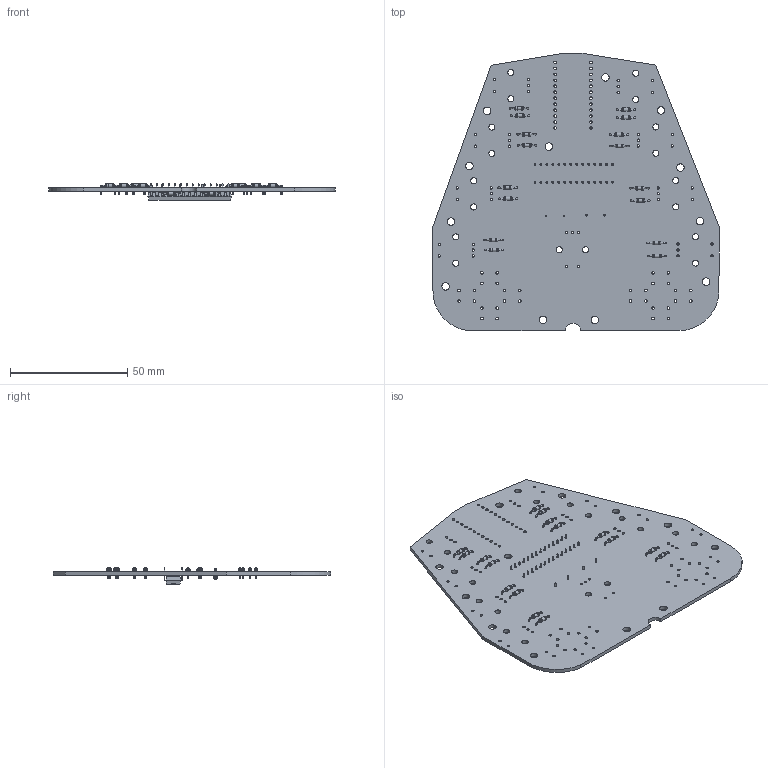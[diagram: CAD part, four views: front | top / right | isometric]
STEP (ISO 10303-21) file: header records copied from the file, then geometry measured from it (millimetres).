
FILE_DESCRIPTION(('KiCad electronic assembly'),'2;1');
FILE_NAME('schwurbler-360_v1.0_apm_tth.step','2020-11-20T15:36:15',( 'An Author'),('A Company'),'Open CASCADE STEP processor 7.4', 'KiCad to STEP converter','Unknown');
FILE_SCHEMA(('AUTOMOTIVE_DESIGN { 1 0 10303 214 1 1 1 1 }'));
Length unit declared in the file: millimetre
Products named in the file (6): Open CASCADE STEP translator 7.4 1; R_Axial_DIN0204_L3.6mm_D1.6mm_P7.62mm_Horizontal; SOLID; DIP-28_W7.62mm; COMPOUND
Assembly tree (22 placements, depth 3):
  Open CASCADE STEP translator 7.4 1
    R_Axial_DIN0204_L3.6mm_D1.6mm_P7.62mm_Horizontal  x18
      SOLID
    DIP-28_W7.62mm
      SOLID
    COMPOUND
Bounding box: 121.87 x 118.14 x 6.98 mm (x, y, z)
Volume: 19683.1 mm3; surface area: 27091.6 mm2
Topology: 20 solids, 20 shells, 1003 faces, 2443 edges, 1552 vertices
Faces by surface type: plane 510, cylinder 381, torus 72, bspline 40
Full cylindrical faces by diameter (mm): 0.5 x72, 0.7 x36, 0.8 x28, 1 x45, 1.1 x56, 1.44 x18, 1.6 x36, 2.6 x18, 3.2 x12
Entity records: 53953 total; most frequent: CARTESIAN_POINT 9423, DIRECTION 7679, LINE 4761, VECTOR 4761, ORIENTED_EDGE 3968, PCURVE 3968, DEFINITIONAL_REPRESENTATION 3968, EDGE_CURVE 1984
